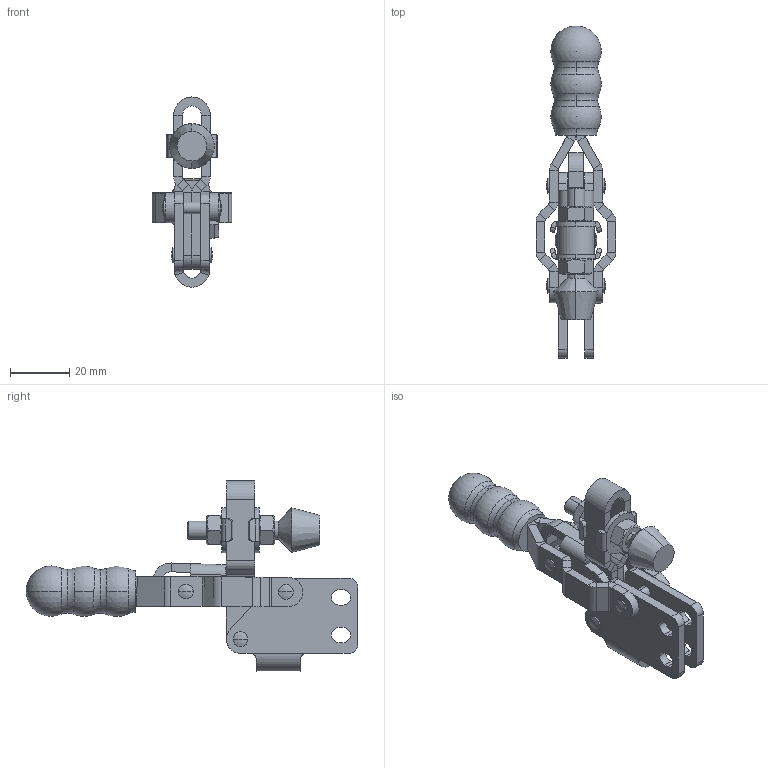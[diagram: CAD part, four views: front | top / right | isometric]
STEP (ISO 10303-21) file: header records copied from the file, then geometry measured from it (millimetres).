
FILE_DESCRIPTION (( 'STEP AP203' ), '1' );
FILE_NAME ('HS-12055-U.STEP', '2019-10-12T03:36:13', ( '微软用户' ), ( '微软中国' ), 'SwSTEP 2.0', 'SolidWorks 2012', '' );
FILE_SCHEMA (( 'CONFIG_CONTROL_DESIGN' ));
Length unit declared in the file: millimetre
Products named in the file (12): 眻菁釱; HS-12055-U; hex nuts, style 1-grades ab gb_GB_FASTENER_NUT_SNAB1 M6-N; FW-141; hexagon head bolts-full thread gb_GB_FASTENER_BOLT_STBAB A M6X40-C; U陑揤參; 傻种; 蟀裝; 忒梟; 揤輸; 酗种; 眻忒參
Assembly tree (16 placements, depth 2):
  HS-12055-U
    眻菁釱
    眻忒參
    酗种  x2
    揤輸
    忒梟  x2
    蟀裝
    傻种  x2
    U陑揤參
    hexagon head bolts-full thread gb_GB_FASTENER_BOLT_STBAB A M6X40-C
    FW-141  x2
    hex nuts, style 1-grades ab gb_GB_FASTENER_NUT_SNAB1 M6-N  x2
Bounding box: 27 x 112.19 x 64.23 mm (x, y, z)
Volume: 26484.2 mm3; surface area: 22876.4 mm2
Topology: 16 solids, 16 shells, 848 faces, 2155 edges, 1372 vertices
Faces by surface type: plane 437, cylinder 200, bspline 149, cone 30, sphere 22, torus 10
Entity records: 29673 total; most frequent: CARTESIAN_POINT 11325, ORIENTED_EDGE 3730, DIRECTION 3109, EDGE_CURVE 1865, VERTEX_POINT 1197, VECTOR 1135, LINE 1135, AXIS2_PLACEMENT_3D 987
